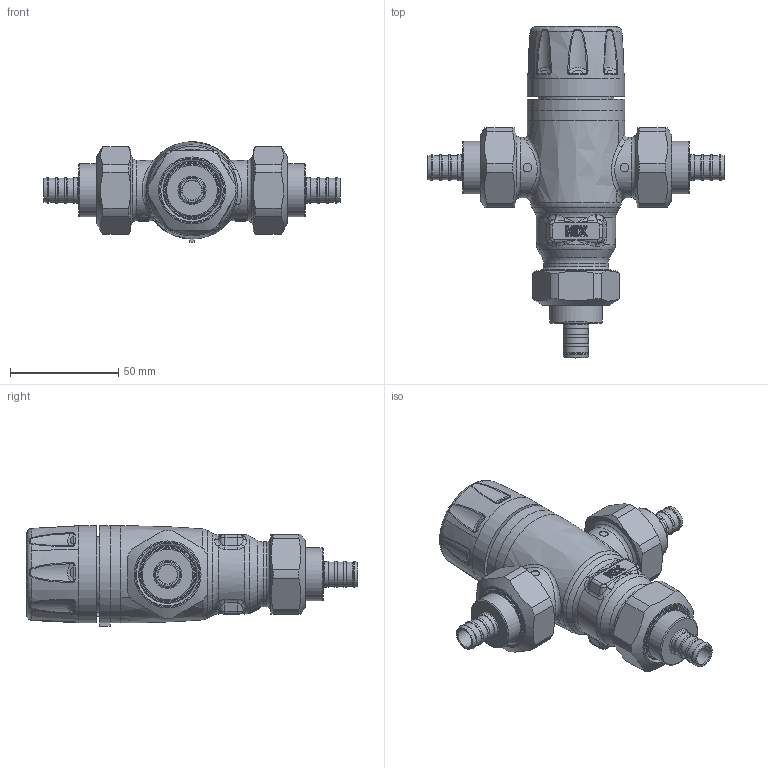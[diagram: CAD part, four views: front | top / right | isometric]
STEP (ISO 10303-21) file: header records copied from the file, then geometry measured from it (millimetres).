
FILE_DESCRIPTION(/* description */ (''),/* implementation_level */ '2;1');
FILE_NAME(/* name */ '521407A_Simplify_1.stp',/* time_stamp */ '2025-07-30T11:46:04-05:00',/* author */ ('ischreiner'),/* organization */ (''),/* preprocessor_version */ 'ST-DEVELOPER v20',/* originating_system */ 'Autodesk Inventor 2025',/* authorisation */ '');
FILE_SCHEMA (('AUTOMOTIVE_DESIGN { 1 0 10303 214 3 1 1 }'));
Length unit declared in the file: inch
Products named in the file (1): 521407A_Simplify_1
Bounding box: 137.26 x 153.68 x 46.5 mm (x, y, z)
Volume: 222774.5 mm3; surface area: 49884.3 mm2
Topology: 7 solids, 7 shells, 1342 faces, 3065 edges, 1690 vertices
Faces by surface type: bspline 511, cylinder 399, plane 220, torus 84, sphere 68, cone 60
Full cylindrical faces by diameter (mm): 2 x1, 4 x2, 8 x1, 9 x1, 9.017 x3, 11.176 x9, 11.963 x12, 20.066 x3, 24.435 x3, 26.452 x3, 26.924 x3, 28 x2, 29.972 x3, 30 x1, 30.302 x3, 31 x1, 33.1 x3, 45 x2
Entity records: 76255 total; most frequent: CARTESIAN_POINT 47305, ORIENTED_EDGE 5918, DIRECTION 5420, EDGE_CURVE 2959, AXIS2_PLACEMENT_3D 2288, VERTEX_POINT 1690, EDGE_LOOP 1413, STYLED_ITEM 1349
